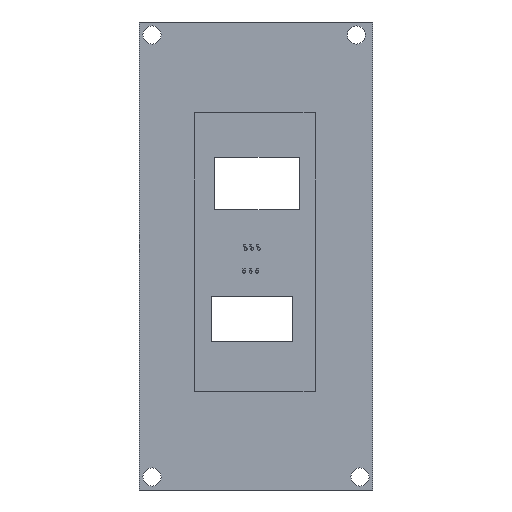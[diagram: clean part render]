
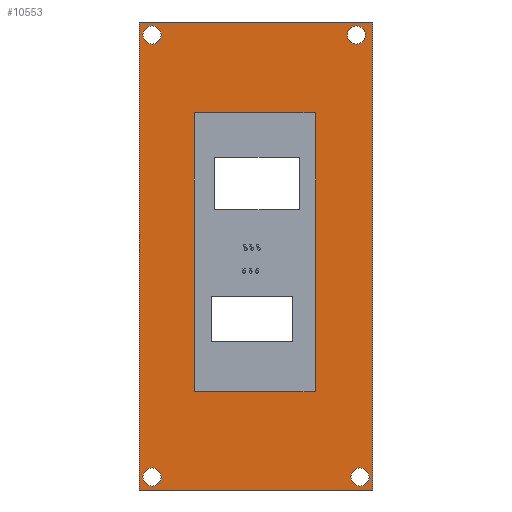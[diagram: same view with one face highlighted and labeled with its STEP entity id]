
A CAD part, front view. The second image highlights one B-rep face of the part: STEP entity #10553.
In plain terms, the highlighted planar face has unit normal (0, -1, 0).
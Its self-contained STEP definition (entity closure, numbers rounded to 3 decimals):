
#98=FACE_BOUND('',#1510,.T.);
#99=FACE_BOUND('',#1511,.T.);
#100=FACE_BOUND('',#1512,.T.);
#101=FACE_BOUND('',#1513,.T.);
#102=FACE_BOUND('',#1514,.T.);
#325=CIRCLE('',#11328,3.5);
#326=CIRCLE('',#11330,3.5);
#327=CIRCLE('',#11334,3.5);
#328=CIRCLE('',#11336,3.5);
#911=FACE_OUTER_BOUND('',#1509,.T.);
#1509=EDGE_LOOP('',(#8990,#8991,#8992,#8993));
#1510=EDGE_LOOP('',(#8994,#8995,#8996,#8997));
#1511=EDGE_LOOP('',(#8998));
#1512=EDGE_LOOP('',(#8999));
#1513=EDGE_LOOP('',(#9000));
#1514=EDGE_LOOP('',(#9001));
#2712=LINE('',#16757,#3941);
#2716=LINE('',#16765,#3945);
#2719=LINE('',#16771,#3948);
#2722=LINE('',#16776,#3951);
#2736=LINE('',#16814,#3965);
#2739=LINE('',#16819,#3968);
#2741=LINE('',#16823,#3970);
#2743=LINE('',#16826,#3972);
#3941=VECTOR('',#13916,10.);
#3945=VECTOR('',#13922,10.);
#3948=VECTOR('',#13927,10.);
#3951=VECTOR('',#13932,10.);
#3965=VECTOR('',#13974,10.);
#3968=VECTOR('',#13979,10.);
#3970=VECTOR('',#13983,10.);
#3972=VECTOR('',#13987,10.);
#4851=VERTEX_POINT('',#16755);
#4852=VERTEX_POINT('',#16756);
#4855=VERTEX_POINT('',#16764);
#4857=VERTEX_POINT('',#16770);
#4863=VERTEX_POINT('',#16793);
#4864=VERTEX_POINT('',#16797);
#4865=VERTEX_POINT('',#16804);
#4866=VERTEX_POINT('',#16808);
#4867=VERTEX_POINT('',#16812);
#4868=VERTEX_POINT('',#16813);
#4869=VERTEX_POINT('',#16818);
#4870=VERTEX_POINT('',#16822);
#6212=EDGE_CURVE('',#4851,#4852,#2712,.T.);
#6216=EDGE_CURVE('',#4855,#4851,#2716,.T.);
#6219=EDGE_CURVE('',#4857,#4855,#2719,.T.);
#6222=EDGE_CURVE('',#4852,#4857,#2722,.T.);
#6232=EDGE_CURVE('',#4863,#4863,#325,.T.);
#6234=EDGE_CURVE('',#4864,#4864,#326,.T.);
#6237=EDGE_CURVE('',#4865,#4865,#327,.T.);
#6239=EDGE_CURVE('',#4866,#4866,#328,.T.);
#6240=EDGE_CURVE('',#4867,#4868,#2736,.T.);
#6243=EDGE_CURVE('',#4868,#4869,#2739,.T.);
#6245=EDGE_CURVE('',#4869,#4870,#2741,.T.);
#6247=EDGE_CURVE('',#4870,#4867,#2743,.T.);
#8990=ORIENTED_EDGE('',*,*,#6247,.T.);
#8991=ORIENTED_EDGE('',*,*,#6240,.T.);
#8992=ORIENTED_EDGE('',*,*,#6243,.T.);
#8993=ORIENTED_EDGE('',*,*,#6245,.T.);
#8994=ORIENTED_EDGE('',*,*,#6222,.F.);
#8995=ORIENTED_EDGE('',*,*,#6212,.F.);
#8996=ORIENTED_EDGE('',*,*,#6216,.F.);
#8997=ORIENTED_EDGE('',*,*,#6219,.F.);
#8998=ORIENTED_EDGE('',*,*,#6239,.F.);
#8999=ORIENTED_EDGE('',*,*,#6237,.F.);
#9000=ORIENTED_EDGE('',*,*,#6234,.F.);
#9001=ORIENTED_EDGE('',*,*,#6232,.F.);
#9472=PLANE('',#11341);
#10553=ADVANCED_FACE('',(#911,#98,#99,#100,#101,#102),#9472,.F.);
#11328=AXIS2_PLACEMENT_3D('',#16795,#13950,#13951);
#11330=AXIS2_PLACEMENT_3D('',#16799,#13955,#13956);
#11334=AXIS2_PLACEMENT_3D('',#16806,#13965,#13966);
#11336=AXIS2_PLACEMENT_3D('',#16810,#13970,#13971);
#11341=AXIS2_PLACEMENT_3D('',#16827,#13988,#13989);
#13916=DIRECTION('',(0.,0.,1.));
#13922=DIRECTION('',(1.,0.,0.));
#13927=DIRECTION('',(0.,0.,-1.));
#13932=DIRECTION('',(-1.,0.,0.));
#13950=DIRECTION('center_axis',(0.,-1.,0.));
#13951=DIRECTION('ref_axis',(1.,0.,0.));
#13955=DIRECTION('center_axis',(0.,-1.,0.));
#13956=DIRECTION('ref_axis',(1.,0.,0.));
#13965=DIRECTION('center_axis',(0.,-1.,0.));
#13966=DIRECTION('ref_axis',(1.,0.,0.));
#13970=DIRECTION('center_axis',(0.,-1.,0.));
#13971=DIRECTION('ref_axis',(1.,0.,0.));
#13974=DIRECTION('',(0.,0.,-1.));
#13979=DIRECTION('',(1.,0.,0.));
#13983=DIRECTION('',(0.,0.,1.));
#13987=DIRECTION('',(-1.,0.,0.));
#13988=DIRECTION('center_axis',(0.,1.,0.));
#13989=DIRECTION('ref_axis',(1.,0.,0.));
#16755=CARTESIAN_POINT('',(53.538,0.,0.));
#16756=CARTESIAN_POINT('',(53.538,0.,107.194));
#16757=CARTESIAN_POINT('',(53.538,0.,0.));
#16764=CARTESIAN_POINT('',(7.058,0.,0.));
#16765=CARTESIAN_POINT('',(7.058,0.,0.));
#16770=CARTESIAN_POINT('',(7.058,0.,107.194));
#16771=CARTESIAN_POINT('',(7.058,0.,107.194));
#16776=CARTESIAN_POINT('',(53.538,0.,107.194));
#16793=CARTESIAN_POINT('',(65.935,0.,137.13));
#16795=CARTESIAN_POINT('Origin',(69.435,0.,137.13));
#16797=CARTESIAN_POINT('',(-12.685,0.,-32.87));
#16799=CARTESIAN_POINT('Origin',(-9.185,0.,-32.87));
#16804=CARTESIAN_POINT('',(67.315,0.,-32.87));
#16806=CARTESIAN_POINT('Origin',(70.815,0.,-32.87));
#16808=CARTESIAN_POINT('',(-12.685,0.,137.13));
#16810=CARTESIAN_POINT('Origin',(-9.185,0.,137.13));
#16812=CARTESIAN_POINT('',(-14.185,0.,142.13));
#16813=CARTESIAN_POINT('',(-14.185,0.,-37.87));
#16814=CARTESIAN_POINT('',(-14.185,0.,142.13));
#16818=CARTESIAN_POINT('',(75.815,0.,-37.87));
#16819=CARTESIAN_POINT('',(-14.185,0.,-37.87));
#16822=CARTESIAN_POINT('',(75.815,0.,142.13));
#16823=CARTESIAN_POINT('',(75.815,0.,-37.87));
#16826=CARTESIAN_POINT('',(75.815,0.,142.13));
#16827=CARTESIAN_POINT('Origin',(30.815,0.,52.13));
